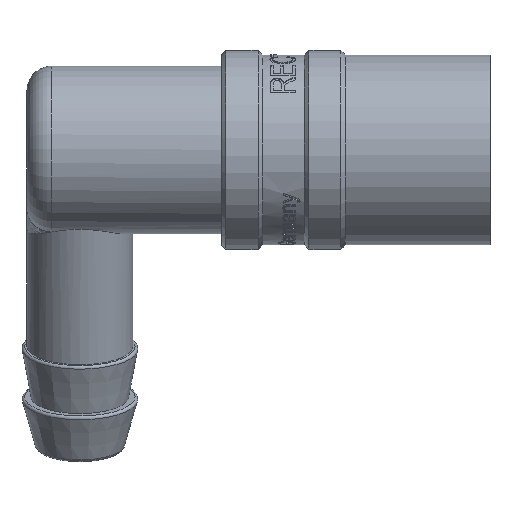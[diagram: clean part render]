
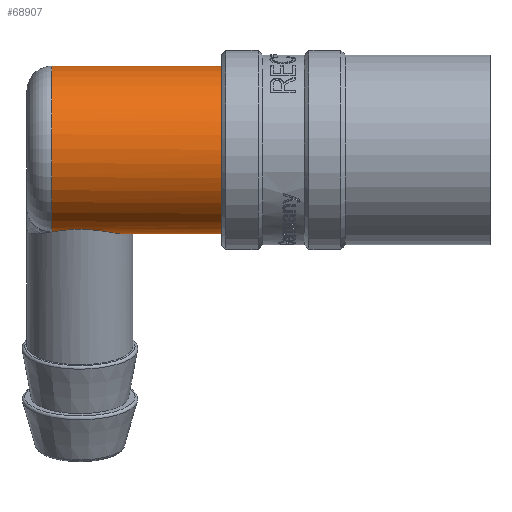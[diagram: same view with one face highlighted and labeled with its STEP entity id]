
A CAD part, top view. The second image highlights one B-rep face of the part: STEP entity #68907.
In plain terms, the highlighted cylindrical face has radius 10.15 mm (diameter 20.3 mm), a full revolution.
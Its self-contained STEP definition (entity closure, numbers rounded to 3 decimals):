
#68556=CARTESIAN_POINT('',(6.45,-9.518,-3.526));
#68557=VERTEX_POINT('',#68556);
#68558=CARTESIAN_POINT('',(6.45,0.0,0.0));
#68559=DIRECTION('',(1.0,0.0,0.0));
#68560=DIRECTION('',(0.0,-0.938,-0.347));
#68561=AXIS2_PLACEMENT_3D('',#68558,#68559,#68560);
#68562=CIRCLE('',#68561,10.15);
#68563=EDGE_CURVE('',#68557,#68557,#68562,.T.);
#68735=CARTESIAN_POINT('',(-25.05,-9.93,2.104));
#68736=VERTEX_POINT('',#68735);
#68748=CARTESIAN_POINT('',(-25.05,-6.162,-8.065));
#68749=VERTEX_POINT('',#68748);
#68761=CARTESIAN_POINT('',(-25.05,-9.93,2.104));
#68762=CARTESIAN_POINT('',(-24.761,-9.885,2.314));
#68763=CARTESIAN_POINT('',(-24.453,-9.838,2.502));
#68764=CARTESIAN_POINT('',(-23.351,-9.689,3.052));
#68765=CARTESIAN_POINT('',(-22.486,-9.611,3.265));
#68766=CARTESIAN_POINT('',(-21.65,-9.611,3.265));
#68767=CARTESIAN_POINT('',(-20.814,-9.611,3.265));
#68768=CARTESIAN_POINT('',(-19.949,-9.689,3.052));
#68769=CARTESIAN_POINT('',(-18.385,-9.901,2.271));
#68770=CARTESIAN_POINT('',(-17.682,-10.025,1.707));
#68771=CARTESIAN_POINT('',(-16.572,-10.158,0.473));
#68772=CARTESIAN_POINT('',(-16.082,-10.178,-0.285));
#68773=CARTESIAN_POINT('',(-15.421,-10.004,-1.896));
#68774=CARTESIAN_POINT('',(-15.25,-9.806,-2.749));
#68775=CARTESIAN_POINT('',(-15.25,-9.23,-4.303));
#68776=CARTESIAN_POINT('',(-15.421,-8.825,-5.08));
#68777=CARTESIAN_POINT('',(-16.082,-7.907,-6.415));
#68778=CARTESIAN_POINT('',(-16.572,-7.398,-6.977));
#68779=CARTESIAN_POINT('',(-17.682,-6.493,-7.826));
#68780=CARTESIAN_POINT('',(-18.385,-6.031,-8.174));
#68781=CARTESIAN_POINT('',(-19.949,-5.362,-8.628));
#68782=CARTESIAN_POINT('',(-20.814,-5.164,-8.738));
#68783=CARTESIAN_POINT('',(-22.486,-5.164,-8.738));
#68784=CARTESIAN_POINT('',(-23.351,-5.362,-8.628));
#68785=CARTESIAN_POINT('',(-24.453,-5.834,-8.308));
#68786=CARTESIAN_POINT('',(-24.761,-5.992,-8.196));
#68787=CARTESIAN_POINT('',(-25.05,-6.162,-8.065));
#68788=B_SPLINE_CURVE_WITH_KNOTS('',3,(#68761,#68762,#68763,#68764,#68765,#68766,#68767,#68768,#68769,#68770,#68771,#68772,#68773,#68774,#68775,#68776,#68777,#68778,#68779,#68780,#68781,#68782,#68783,#68784,#68785,#68786,#68787),.UNSPECIFIED.,.F.,.U.,(4,2,3,2,2,2,2,2,2,2,2,2,4),(3.642,3.745,3.996,4.247,4.497,4.746,4.995,5.243,5.492,5.743,5.994,6.244,6.347),.UNSPECIFIED.);
#68789=EDGE_CURVE('',#68736,#68749,#68788,.T.);
#68889=CARTESIAN_POINT('',(-10.8,0.0,0.0));
#68890=DIRECTION('',(1.0,0.0,0.0));
#68891=DIRECTION('',(0.0,-0.938,-0.347));
#68892=AXIS2_PLACEMENT_3D('',#68889,#68890,#68891);
#68893=CYLINDRICAL_SURFACE('',#68892,10.15);
#68894=ORIENTED_EDGE('',*,*,#68563,.F.);
#68895=EDGE_LOOP('',(#68894));
#68896=FACE_OUTER_BOUND('',#68895,.T.);
#68897=CARTESIAN_POINT('',(-25.05,0.0,0.0));
#68898=DIRECTION('',(-1.0,0.0,0.0));
#68899=DIRECTION('',(0.0,0.938,0.347));
#68900=AXIS2_PLACEMENT_3D('',#68897,#68898,#68899);
#68901=CIRCLE('',#68900,10.15);
#68902=EDGE_CURVE('',#68736,#68749,#68901,.T.);
#68903=ORIENTED_EDGE('',*,*,#68902,.F.);
#68904=ORIENTED_EDGE('',*,*,#68789,.T.);
#68905=EDGE_LOOP('',(#68903,#68904));
#68906=FACE_BOUND('',#68905,.T.);
#68907=ADVANCED_FACE('',(#68896,#68906),#68893,.T.);
